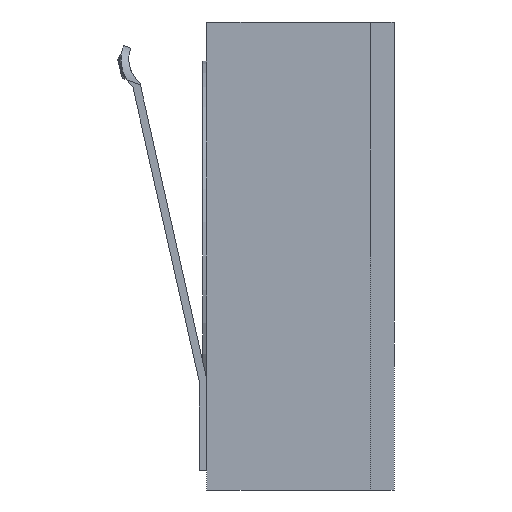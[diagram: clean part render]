
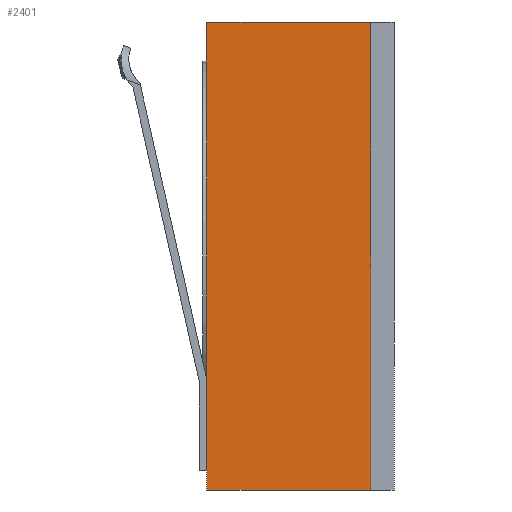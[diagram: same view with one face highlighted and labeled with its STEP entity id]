
A CAD part, left-side view. The second image highlights one B-rep face of the part: STEP entity #2401.
In plain terms, the highlighted planar face has unit normal (-1, 0, 0).
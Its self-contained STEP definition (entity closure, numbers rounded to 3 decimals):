
#49 = CARTESIAN_POINT ( 'NONE',  ( -7.5, 2.1, -3. ) ) ;
#107 = CARTESIAN_POINT ( 'NONE',  ( -7.5, 0., 3. ) ) ;
#342 = CARTESIAN_POINT ( 'NONE',  ( -7.5, 0., -3. ) ) ;
#426 = ORIENTED_EDGE ( 'NONE', *, *, #2363, .T. ) ;
#537 = ORIENTED_EDGE ( 'NONE', *, *, #1241, .T. ) ;
#542 = CARTESIAN_POINT ( 'NONE',  ( -7.5, 0., -3. ) ) ;
#640 = LINE ( 'NONE', #929, #1732 ) ;
#781 = VECTOR ( 'NONE', #881, 1000. ) ;
#854 = AXIS2_PLACEMENT_3D ( 'NONE', #49, #894, #2402 ) ;
#881 = DIRECTION ( 'NONE',  ( 0., -1., 0. ) ) ;
#894 = DIRECTION ( 'NONE',  ( 1., 0., 0. ) ) ;
#929 = CARTESIAN_POINT ( 'NONE',  ( -7.5, 2.1, -3. ) ) ;
#996 = EDGE_LOOP ( 'NONE', ( #537, #1017, #1432, #426 ) ) ;
#1017 = ORIENTED_EDGE ( 'NONE', *, *, #2707, .F. ) ;
#1069 = VERTEX_POINT ( 'NONE', #1096 ) ;
#1096 = CARTESIAN_POINT ( 'NONE',  ( -7.5, 2.1, -3. ) ) ;
#1107 = CARTESIAN_POINT ( 'NONE',  ( -7.5, 2.1, -3. ) ) ;
#1149 = VERTEX_POINT ( 'NONE', #107 ) ;
#1227 = DIRECTION ( 'NONE',  ( 0., 0., 1. ) ) ;
#1241 = EDGE_CURVE ( 'NONE', #1604, #1149, #1816, .T. ) ;
#1385 = FACE_OUTER_BOUND ( 'NONE', #996, .T. ) ;
#1432 = ORIENTED_EDGE ( 'NONE', *, *, #2483, .F. ) ;
#1521 = VERTEX_POINT ( 'NONE', #2195 ) ;
#1562 = PLANE ( 'NONE',  #854 ) ;
#1604 = VERTEX_POINT ( 'NONE', #542 ) ;
#1613 = DIRECTION ( 'NONE',  ( 0., 0., 1. ) ) ;
#1732 = VECTOR ( 'NONE', #1613, 1000. ) ;
#1816 = LINE ( 'NONE', #342, #1886 ) ;
#1886 = VECTOR ( 'NONE', #1227, 1000. ) ;
#1973 = CARTESIAN_POINT ( 'NONE',  ( -7.5, 2.1, 3. ) ) ;
#2040 = LINE ( 'NONE', #1973, #2468 ) ;
#2195 = CARTESIAN_POINT ( 'NONE',  ( -7.5, 2.1, 3. ) ) ;
#2363 = EDGE_CURVE ( 'NONE', #1069, #1604, #2504, .T. ) ;
#2401 = ADVANCED_FACE ( 'NONE', ( #1385 ), #1562, .F. ) ;
#2402 = DIRECTION ( 'NONE',  ( 0., 0., -1. ) ) ;
#2468 = VECTOR ( 'NONE', #2605, 1000. ) ;
#2483 = EDGE_CURVE ( 'NONE', #1069, #1521, #640, .T. ) ;
#2504 = LINE ( 'NONE', #1107, #781 ) ;
#2605 = DIRECTION ( 'NONE',  ( 0., -1., 0. ) ) ;
#2707 = EDGE_CURVE ( 'NONE', #1521, #1149, #2040, .T. ) ;
